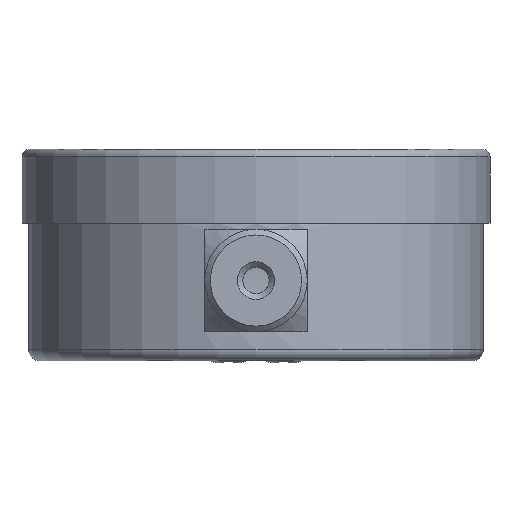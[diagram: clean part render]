
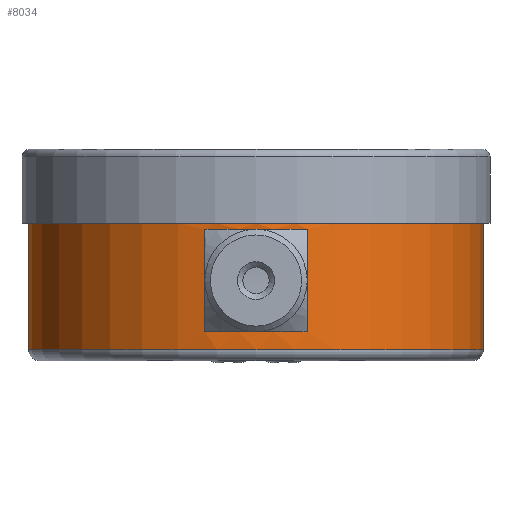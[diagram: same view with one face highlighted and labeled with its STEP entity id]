
A CAD part, front view. The second image highlights one B-rep face of the part: STEP entity #8034.
In plain terms, the highlighted cylindrical face has radius 30.747 mm (diameter 61.493 mm), a full revolution.
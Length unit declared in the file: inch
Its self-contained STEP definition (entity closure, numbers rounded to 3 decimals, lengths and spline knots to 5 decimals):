
#54 = FACE_OUTER_BOUND ( 'NONE', #9893, .T. ) ;
#519 = EDGE_CURVE ( 'NONE', #3226, #2415, #6213, .T. ) ;
#1043 = CIRCLE ( 'NONE', #10155, 1.2105 ) ;
#1059 = EDGE_CURVE ( 'NONE', #1536, #1536, #2305, .T. ) ;
#1295 = DIRECTION ( 'NONE',  ( 0., 0., -1. ) ) ;
#1351 = CIRCLE ( 'NONE', #9059, 1.2105 ) ;
#1399 = DIRECTION ( 'NONE',  ( 1., 0., 0. ) ) ;
#1536 = VERTEX_POINT ( 'NONE', #4888 ) ;
#1607 = CARTESIAN_POINT ( 'NONE',  ( 0.2725, -1.17943, -0.97049 ) ) ;
#1697 = FACE_BOUND ( 'NONE', #5312, .T. ) ;
#2080 = DIRECTION ( 'NONE',  ( 1., 0., 0. ) ) ;
#2130 = VECTOR ( 'NONE', #9814, 39.37008 ) ;
#2305 = CIRCLE ( 'NONE', #5133, 1.2105 ) ;
#2415 = VERTEX_POINT ( 'NONE', #2528 ) ;
#2519 = ORIENTED_EDGE ( 'NONE', *, *, #2906, .F. ) ;
#2528 = CARTESIAN_POINT ( 'NONE',  ( -0.2725, -1.17943, -0.42549 ) ) ;
#2701 = CARTESIAN_POINT ( 'NONE',  ( 1.2105, 0., -1.065 ) ) ;
#2859 = LINE ( 'NONE', #5360, #3094 ) ;
#2906 = EDGE_CURVE ( 'NONE', #7610, #8696, #1351, .T. ) ;
#3033 = CYLINDRICAL_SURFACE ( 'NONE', #6978, 1.2105 ) ;
#3094 = VECTOR ( 'NONE', #4614, 39.37008 ) ;
#3132 = CARTESIAN_POINT ( 'NONE',  ( -0.2725, -1.17943, -1.125 ) ) ;
#3226 = VERTEX_POINT ( 'NONE', #7520 ) ;
#3523 = VERTEX_POINT ( 'NONE', #2701 ) ;
#3714 = DIRECTION ( 'NONE',  ( -1., 0., 0. ) ) ;
#3952 = FACE_OUTER_BOUND ( 'NONE', #5205, .T. ) ;
#4255 = ORIENTED_EDGE ( 'NONE', *, *, #5429, .F. ) ;
#4391 = ORIENTED_EDGE ( 'NONE', *, *, #8163, .T. ) ;
#4614 = DIRECTION ( 'NONE',  ( 0., 0., 1. ) ) ;
#4888 = CARTESIAN_POINT ( 'NONE',  ( 1.2105, 0., -0.394 ) ) ;
#5133 = AXIS2_PLACEMENT_3D ( 'NONE', #8639, #1295, #10405 ) ;
#5205 = EDGE_LOOP ( 'NONE', ( #4391 ) ) ;
#5296 = DIRECTION ( 'NONE',  ( 1., 0., 0. ) ) ;
#5312 = EDGE_LOOP ( 'NONE', ( #10251, #2519, #4255, #9843 ) ) ;
#5340 = CARTESIAN_POINT ( 'NONE',  ( 0., 0., -0.97049 ) ) ;
#5360 = CARTESIAN_POINT ( 'NONE',  ( 0.2725, -1.17943, -1.125 ) ) ;
#5429 = EDGE_CURVE ( 'NONE', #2415, #7610, #6408, .T. ) ;
#6112 = CARTESIAN_POINT ( 'NONE',  ( 0., 0., -1.125 ) ) ;
#6211 = CARTESIAN_POINT ( 'NONE',  ( -0.2725, -1.17943, -0.97049 ) ) ;
#6213 = CIRCLE ( 'NONE', #9899, 1.2105 ) ;
#6380 = DIRECTION ( 'NONE',  ( 0., 0., 1. ) ) ;
#6408 = LINE ( 'NONE', #3132, #2130 ) ;
#6434 = CARTESIAN_POINT ( 'NONE',  ( 0., 0., -0.42549 ) ) ;
#6978 = AXIS2_PLACEMENT_3D ( 'NONE', #6112, #10140, #5296 ) ;
#7077 = EDGE_CURVE ( 'NONE', #8696, #3226, #2859, .T. ) ;
#7277 = ORIENTED_EDGE ( 'NONE', *, *, #1059, .T. ) ;
#7520 = CARTESIAN_POINT ( 'NONE',  ( 0.2725, -1.17943, -0.42549 ) ) ;
#7610 = VERTEX_POINT ( 'NONE', #6211 ) ;
#7972 = CARTESIAN_POINT ( 'NONE',  ( 0., 0., -1.065 ) ) ;
#8034 = ADVANCED_FACE ( 'NONE', ( #1697, #3952, #54 ), #3033, .T. ) ;
#8163 = EDGE_CURVE ( 'NONE', #3523, #3523, #1043, .T. ) ;
#8639 = CARTESIAN_POINT ( 'NONE',  ( 0., 0., -0.394 ) ) ;
#8677 = DIRECTION ( 'NONE',  ( 0., 0., 1. ) ) ;
#8696 = VERTEX_POINT ( 'NONE', #1607 ) ;
#8910 = DIRECTION ( 'NONE',  ( 0., 0., -1. ) ) ;
#9059 = AXIS2_PLACEMENT_3D ( 'NONE', #5340, #8677, #3714 ) ;
#9814 = DIRECTION ( 'NONE',  ( 0., 0., -1. ) ) ;
#9843 = ORIENTED_EDGE ( 'NONE', *, *, #519, .F. ) ;
#9893 = EDGE_LOOP ( 'NONE', ( #7277 ) ) ;
#9899 = AXIS2_PLACEMENT_3D ( 'NONE', #6434, #8910, #1399 ) ;
#10140 = DIRECTION ( 'NONE',  ( 0., 0., 1. ) ) ;
#10155 = AXIS2_PLACEMENT_3D ( 'NONE', #7972, #6380, #2080 ) ;
#10251 = ORIENTED_EDGE ( 'NONE', *, *, #7077, .F. ) ;
#10405 = DIRECTION ( 'NONE',  ( 1., 0., 0. ) ) ;
